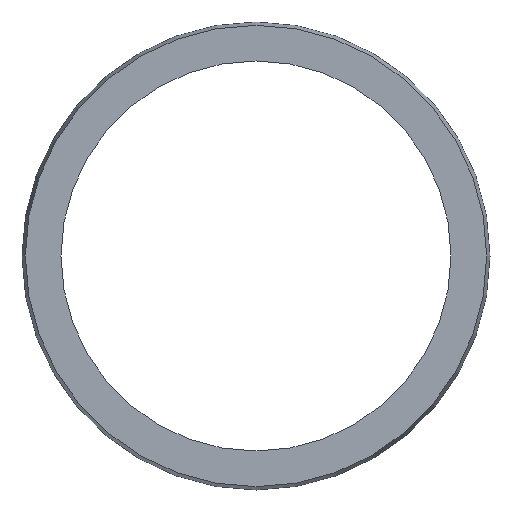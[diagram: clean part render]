
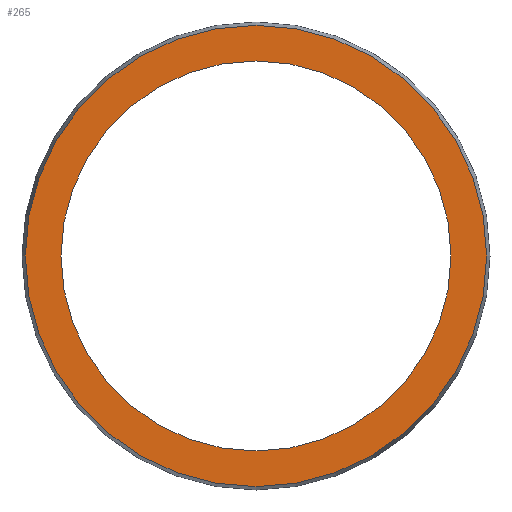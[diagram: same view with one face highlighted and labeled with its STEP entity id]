
A CAD part, left-side view. The second image highlights one B-rep face of the part: STEP entity #265.
In plain terms, the highlighted planar face has unit normal (-1, 0, 0).
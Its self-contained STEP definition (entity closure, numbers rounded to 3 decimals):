
#21 = FACE_BOUND ( 'NONE', #191, .T. ) ;
#23 = CARTESIAN_POINT ( 'NONE',  ( 0., 0., 0. ) ) ;
#25 = CARTESIAN_POINT ( 'NONE',  ( 0., 0., -62.5 ) ) ;
#49 = AXIS2_PLACEMENT_3D ( 'NONE', #410, #91, #266 ) ;
#50 = VERTEX_POINT ( 'NONE', #335 ) ;
#60 = CARTESIAN_POINT ( 'NONE',  ( 0., 0., 0. ) ) ;
#66 = CARTESIAN_POINT ( 'NONE',  ( 0., 0., 62.5 ) ) ;
#67 = CARTESIAN_POINT ( 'NONE',  ( 0., 0., 0. ) ) ;
#91 = DIRECTION ( 'NONE',  ( 1., 0., 0. ) ) ;
#99 = CIRCLE ( 'NONE', #177, 73.928 ) ;
#128 = CIRCLE ( 'NONE', #319, 62.5 ) ;
#139 = VERTEX_POINT ( 'NONE', #193 ) ;
#141 = EDGE_CURVE ( 'NONE', #242, #368, #289, .T. ) ;
#152 = AXIS2_PLACEMENT_3D ( 'NONE', #23, #406, #337 ) ;
#155 = FACE_OUTER_BOUND ( 'NONE', #458, .T. ) ;
#166 = EDGE_CURVE ( 'NONE', #50, #139, #367, .T. ) ;
#167 = ORIENTED_EDGE ( 'NONE', *, *, #141, .F. ) ;
#172 = DIRECTION ( 'NONE',  ( -1., 0., 0. ) ) ;
#177 = AXIS2_PLACEMENT_3D ( 'NONE', #60, #332, #334 ) ;
#179 = ORIENTED_EDGE ( 'NONE', *, *, #439, .F. ) ;
#191 = EDGE_LOOP ( 'NONE', ( #179, #167 ) ) ;
#193 = CARTESIAN_POINT ( 'NONE',  ( 0., 0., 73.928 ) ) ;
#226 = CARTESIAN_POINT ( 'NONE',  ( 0., 0., 0. ) ) ;
#234 = EDGE_CURVE ( 'NONE', #139, #50, #99, .T. ) ;
#242 = VERTEX_POINT ( 'NONE', #25 ) ;
#249 = PLANE ( 'NONE',  #49 ) ;
#259 = DIRECTION ( 'NONE',  ( -1., 0., 0. ) ) ;
#265 = ADVANCED_FACE ( 'NONE', ( #21, #155 ), #249, .F. ) ;
#266 = DIRECTION ( 'NONE',  ( 0., 0., -1. ) ) ;
#275 = DIRECTION ( 'NONE',  ( 0., 0., 1. ) ) ;
#289 = CIRCLE ( 'NONE', #152, 62.5 ) ;
#309 = ORIENTED_EDGE ( 'NONE', *, *, #234, .T. ) ;
#319 = AXIS2_PLACEMENT_3D ( 'NONE', #67, #172, #275 ) ;
#332 = DIRECTION ( 'NONE',  ( -1., 0., 0. ) ) ;
#334 = DIRECTION ( 'NONE',  ( 0., 0., 1. ) ) ;
#335 = CARTESIAN_POINT ( 'NONE',  ( 0., 0., -73.928 ) ) ;
#337 = DIRECTION ( 'NONE',  ( 0., 0., 1. ) ) ;
#345 = ORIENTED_EDGE ( 'NONE', *, *, #166, .T. ) ;
#367 = CIRCLE ( 'NONE', #396, 73.928 ) ;
#368 = VERTEX_POINT ( 'NONE', #66 ) ;
#396 = AXIS2_PLACEMENT_3D ( 'NONE', #226, #259, #446 ) ;
#406 = DIRECTION ( 'NONE',  ( -1., 0., 0. ) ) ;
#410 = CARTESIAN_POINT ( 'NONE',  ( 0., 73.928, 0. ) ) ;
#439 = EDGE_CURVE ( 'NONE', #368, #242, #128, .T. ) ;
#446 = DIRECTION ( 'NONE',  ( 0., 0., 1. ) ) ;
#458 = EDGE_LOOP ( 'NONE', ( #345, #309 ) ) ;
